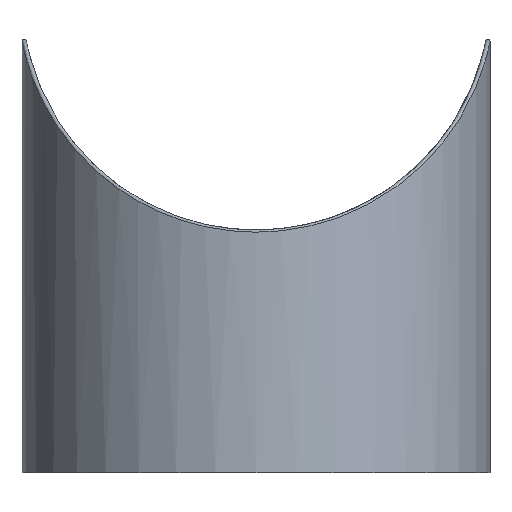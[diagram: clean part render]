
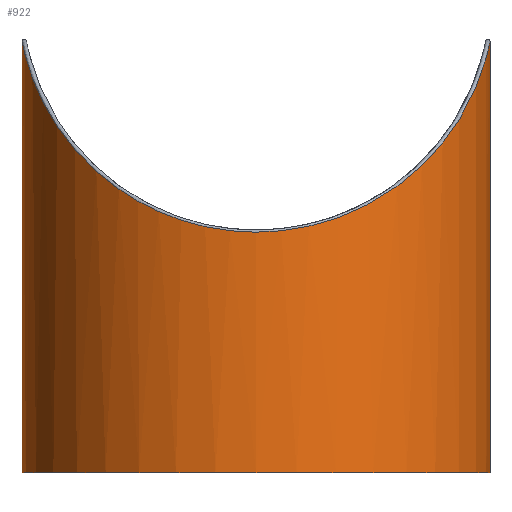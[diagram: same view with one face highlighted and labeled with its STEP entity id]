
A CAD part, front view. The second image highlights one B-rep face of the part: STEP entity #922.
In plain terms, the highlighted cylindrical face has radius 21.2 mm (diameter 42.4 mm), a partial arc.
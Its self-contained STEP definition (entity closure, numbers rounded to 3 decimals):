
#7 = CARTESIAN_POINT ( 'NONE',  ( -1.575, -21.156, 21.843 ) ) ;
#12 = CARTESIAN_POINT ( 'NONE',  ( -10.359, -18.556, 24.364 ) ) ;
#17 = CARTESIAN_POINT ( 'NONE',  ( -8.335, -19.496, 23.453 ) ) ;
#23 = AXIS2_PLACEMENT_3D ( 'NONE', #501, #211, #300 ) ;
#52 = VECTOR ( 'NONE', #1016, 1000. ) ;
#87 = CARTESIAN_POINT ( 'NONE',  ( 12.156, -17.383, 25.496 ) ) ;
#92 = CARTESIAN_POINT ( 'NONE',  ( 21.034, -2.671, 38.315 ) ) ;
#94 = VECTOR ( 'NONE', #257, 1000. ) ;
#99 = CARTESIAN_POINT ( 'NONE',  ( 17.296, -12.277, 30.362 ) ) ;
#106 = CARTESIAN_POINT ( 'NONE',  ( -13.757, -16.144, 26.687 ) ) ;
#111 = CARTESIAN_POINT ( 'NONE',  ( 5.113, -20.578, 22.404 ) ) ;
#116 = ORIENTED_EDGE ( 'NONE', *, *, #414, .F. ) ;
#117 = CARTESIAN_POINT ( 'NONE',  ( -21.2, 0., 0. ) ) ;
#143 = CARTESIAN_POINT ( 'NONE',  ( 21.2, 0., 39.082 ) ) ;
#182 = CARTESIAN_POINT ( 'NONE',  ( -14.755, -15.238, 27.554 ) ) ;
#188 = CARTESIAN_POINT ( 'NONE',  ( 21.145, -1.574, 38.812 ) ) ;
#191 = LINE ( 'NONE', #551, #52 ) ;
#192 = CARTESIAN_POINT ( 'NONE',  ( 21.2, 0., 39.082 ) ) ;
#198 = CARTESIAN_POINT ( 'NONE',  ( 6.602, -20.149, 22.82 ) ) ;
#204 = CARTESIAN_POINT ( 'NONE',  ( -3.147, -20.969, 22.025 ) ) ;
#211 = DIRECTION ( 'NONE',  ( 0., 0., 1. ) ) ;
#219 = DIRECTION ( 'NONE',  ( -1., 0., 0. ) ) ;
#224 = CARTESIAN_POINT ( 'NONE',  ( -21.034, -2.669, 38.316 ) ) ;
#257 = DIRECTION ( 'NONE',  ( 0., 0., -1. ) ) ;
#274 = CARTESIAN_POINT ( 'NONE',  ( -13.229, -16.58, 26.268 ) ) ;
#280 = CARTESIAN_POINT ( 'NONE',  ( -2.755, -21.024, 21.971 ) ) ;
#285 = CARTESIAN_POINT ( 'NONE',  ( 16.523, -13.298, 29.4 ) ) ;
#290 = CARTESIAN_POINT ( 'NONE',  ( -20.88, -3.687, 37.702 ) ) ;
#295 = CARTESIAN_POINT ( 'NONE',  ( -20.617, -4.98, 36.789 ) ) ;
#300 = DIRECTION ( 'NONE',  ( 1., 0., 0. ) ) ;
#359 = CARTESIAN_POINT ( 'NONE',  ( -6.206, -20.286, 22.688 ) ) ;
#363 = CARTESIAN_POINT ( 'NONE',  ( 1.622, -21.153, 21.846 ) ) ;
#370 = CARTESIAN_POINT ( 'NONE',  ( -15.221, -14.771, 28. ) ) ;
#374 = CARTESIAN_POINT ( 'NONE',  ( -19.885, -7.377, 34.816 ) ) ;
#379 = CARTESIAN_POINT ( 'NONE',  ( -16.534, -13.332, 29.369 ) ) ;
#386 = VERTEX_POINT ( 'NONE', #545 ) ;
#414 = EDGE_CURVE ( 'NONE', #990, #386, #191, .T. ) ;
#424 = ORIENTED_EDGE ( 'NONE', *, *, #821, .T. ) ;
#448 = CARTESIAN_POINT ( 'NONE',  ( 9.705, -18.862, 24.067 ) ) ;
#455 = CARTESIAN_POINT ( 'NONE',  ( 19.197, -9.079, 33.323 ) ) ;
#460 = CARTESIAN_POINT ( 'NONE',  ( 16.11, -13.796, 28.928 ) ) ;
#469 = CARTESIAN_POINT ( 'NONE',  ( 20.88, -3.686, 37.703 ) ) ;
#475 = CARTESIAN_POINT ( 'NONE',  ( -11.57, -17.818, 25.077 ) ) ;
#493 = CARTESIAN_POINT ( 'NONE',  ( -21.145, -1.576, 38.811 ) ) ;
#501 = CARTESIAN_POINT ( 'NONE',  ( 0., 0., 0. ) ) ;
#542 = CARTESIAN_POINT ( 'NONE',  ( -20.458, -5.595, 36.304 ) ) ;
#545 = CARTESIAN_POINT ( 'NONE',  ( 21.2, 0., 0. ) ) ;
#548 = CARTESIAN_POINT ( 'NONE',  ( 5.488, -20.481, 22.499 ) ) ;
#551 = CARTESIAN_POINT ( 'NONE',  ( 21.2, 0., 43. ) ) ;
#554 = CARTESIAN_POINT ( 'NONE',  ( 0.813, -21.199, 21.801 ) ) ;
#559 = CARTESIAN_POINT ( 'NONE',  ( 14.795, -15.239, 27.555 ) ) ;
#563 = CARTESIAN_POINT ( 'NONE',  ( -4.319, -20.759, 22.228 ) ) ;
#576 = CARTESIAN_POINT ( 'NONE',  ( -21.2, -0.405, 39.082 ) ) ;
#581 = DIRECTION ( 'NONE',  ( 0., 0., -1. ) ) ;
#626 = AXIS2_PLACEMENT_3D ( 'NONE', #1113, #581, #219 ) ;
#628 = CARTESIAN_POINT ( 'NONE',  ( 20.987, -3.015, 38.119 ) ) ;
#637 = CARTESIAN_POINT ( 'NONE',  ( 11.567, -17.78, 25.112 ) ) ;
#642 = CARTESIAN_POINT ( 'NONE',  ( 3.201, -20.972, 22.022 ) ) ;
#646 = CARTESIAN_POINT ( 'NONE',  ( -20.987, -3.014, 38.12 ) ) ;
#653 = CARTESIAN_POINT ( 'NONE',  ( 20.459, -5.592, 36.305 ) ) ;
#658 = ORIENTED_EDGE ( 'NONE', *, *, #1045, .T. ) ;
#720 = CARTESIAN_POINT ( 'NONE',  ( -17.296, -12.323, 30.322 ) ) ;
#726 = CARTESIAN_POINT ( 'NONE',  ( 6.232, -20.267, 22.706 ) ) ;
#731 = CARTESIAN_POINT ( 'NONE',  ( -7.284, -19.913, 23.049 ) ) ;
#737 = EDGE_LOOP ( 'NONE', ( #116, #424, #1080, #658 ) ) ;
#738 = CARTESIAN_POINT ( 'NONE',  ( -20.092, -6.793, 35.317 ) ) ;
#744 = CARTESIAN_POINT ( 'NONE',  ( -18.622, -10.208, 32.288 ) ) ;
#749 = CARTESIAN_POINT ( 'NONE',  ( -21.188, -0.807, 39.021 ) ) ;
#764 = CARTESIAN_POINT ( 'NONE',  ( -21.2, 0., 39.082 ) ) ;
#769 = EDGE_CURVE ( 'NONE', #794, #1097, #1168, .T. ) ;
#794 = VERTEX_POINT ( 'NONE', #1162 ) ;
#813 = CARTESIAN_POINT ( 'NONE',  ( 7.685, -19.773, 23.185 ) ) ;
#817 = CARTESIAN_POINT ( 'NONE',  ( 3.975, -20.839, 22.151 ) ) ;
#821 = EDGE_CURVE ( 'NONE', #990, #794, #974, .T. ) ;
#823 = CARTESIAN_POINT ( 'NONE',  ( -8.679, -19.346, 23.599 ) ) ;
#828 = CARTESIAN_POINT ( 'NONE',  ( 18.643, -10.171, 32.322 ) ) ;
#835 = CARTESIAN_POINT ( 'NONE',  ( 21.113, -1.952, 38.661 ) ) ;
#901 = CARTESIAN_POINT ( 'NONE',  ( 19.887, -7.371, 34.822 ) ) ;
#907 = CARTESIAN_POINT ( 'NONE',  ( -5.465, -20.498, 22.482 ) ) ;
#911 = CIRCLE ( 'NONE', #23, 21.2 ) ;
#912 = CARTESIAN_POINT ( 'NONE',  ( -0.783, -21.201, 21.799 ) ) ;
#918 = CARTESIAN_POINT ( 'NONE',  ( 20.619, -4.974, 36.794 ) ) ;
#922 = ADVANCED_FACE ( 'NONE', ( #1117 ), #949, .T. ) ;
#923 = CARTESIAN_POINT ( 'NONE',  ( 21.188, -0.803, 39.022 ) ) ;
#949 = CYLINDRICAL_SURFACE ( 'NONE', #626, 21.2 ) ;
#974 = B_SPLINE_CURVE_WITH_KNOTS ( 'NONE', 3,
 ( #192, #1002, #923, #188, #835, #92, #628, #469, #1007, #918, #653, #1013, #901, #455, #828, #991, #99, #285, #460, #559, #1171, #87, #637, #998, #448, #1088, #813, #198, #726, #548, #111, #817, #642, #363, #554, #912, #7, #280, #204, #1081, #563, #907, #359, #731, #1106, #17, #823, #12, #475, #274, #106, #182, #370, #379, #720, #744, #1093, #374, #738, #542, #295, #1098, #290, #646, #224, #1041, #493, #749, #576, #764 ),
 .UNSPECIFIED., .F., .F.,
 ( 4, 2, 2, 2, 2, 2, 2, 2, 2, 2, 2, 2, 2, 2, 2, 2, 2, 2, 2, 2, 2, 2, 2, 2, 2, 2, 2, 2, 2, 2, 2, 2, 2, 2, 4 ),
 ( 0., 0.001, 0.002, 0.004, 0.005, 0.007, 0.01, 0.014, 0.017, 0.019, 0.024, 0.026, 0.029, 0.031, 0.032, 0.034, 0.036, 0.038, 0.041, 0.042, 0.043, 0.046, 0.047, 0.048, 0.053, 0.055, 0.057, 0.062, 0.067, 0.069, 0.072, 0.073, 0.074, 0.075, 0.077 ),
 .UNSPECIFIED. ) ;
#979 = CARTESIAN_POINT ( 'NONE',  ( -21.2, 0., 43. ) ) ;
#990 = VERTEX_POINT ( 'NONE', #143 ) ;
#991 = CARTESIAN_POINT ( 'NONE',  ( 17.652, -11.757, 30.849 ) ) ;
#998 = CARTESIAN_POINT ( 'NONE',  ( 10.343, -18.52, 24.399 ) ) ;
#1002 = CARTESIAN_POINT ( 'NONE',  ( 21.2, -0.408, 39.082 ) ) ;
#1007 = CARTESIAN_POINT ( 'NONE',  ( 20.819, -4.012, 37.481 ) ) ;
#1013 = CARTESIAN_POINT ( 'NONE',  ( 20.093, -6.789, 35.321 ) ) ;
#1016 = DIRECTION ( 'NONE',  ( 0., 0., -1. ) ) ;
#1041 = CARTESIAN_POINT ( 'NONE',  ( -21.114, -1.947, 38.663 ) ) ;
#1045 = EDGE_CURVE ( 'NONE', #1097, #386, #911, .T. ) ;
#1080 = ORIENTED_EDGE ( 'NONE', *, *, #769, .T. ) ;
#1081 = CARTESIAN_POINT ( 'NONE',  ( -3.929, -20.837, 22.153 ) ) ;
#1088 = CARTESIAN_POINT ( 'NONE',  ( 8.376, -19.489, 23.461 ) ) ;
#1093 = CARTESIAN_POINT ( 'NONE',  ( -19.189, -9.098, 33.306 ) ) ;
#1097 = VERTEX_POINT ( 'NONE', #117 ) ;
#1098 = CARTESIAN_POINT ( 'NONE',  ( -20.819, -4.015, 37.479 ) ) ;
#1106 = CARTESIAN_POINT ( 'NONE',  ( -7.638, -19.78, 23.178 ) ) ;
#1113 = CARTESIAN_POINT ( 'NONE',  ( 0., 0., 43. ) ) ;
#1117 = FACE_OUTER_BOUND ( 'NONE', #737, .T. ) ;
#1162 = CARTESIAN_POINT ( 'NONE',  ( -21.2, 0., 39.082 ) ) ;
#1168 = LINE ( 'NONE', #979, #94 ) ;
#1171 = CARTESIAN_POINT ( 'NONE',  ( 13.815, -16.14, 26.692 ) ) ;
